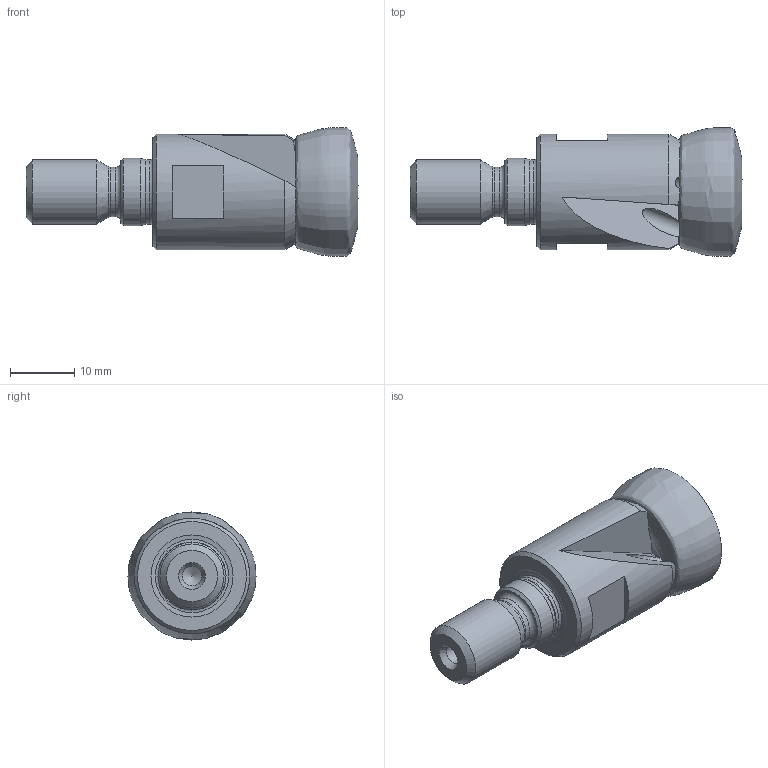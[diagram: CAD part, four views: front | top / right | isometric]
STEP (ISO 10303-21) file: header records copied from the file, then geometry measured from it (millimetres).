
FILE_DESCRIPTION (( 'STEP AP214' ), '1' );
FILE_NAME ('ESF-20-M10-09-2.STEP', '2013-09-30T11:31:16', ( '' ), ( '' ), 'SwSTEP 2.0', 'SolidWorks 2013', '' );
FILE_SCHEMA (( 'AUTOMOTIVE_DESIGN' ));
Length unit declared in the file: millimetre
Products named in the file (1): ESF-20-M10-09-2
Bounding box: 51.78 x 19.98 x 19.99 mm (x, y, z)
Volume: 0.7 mm3; surface area: 3675.9 mm2
Topology: 2 solids, 3 shells, 66 faces, 154 edges, 98 vertices
Faces by surface type: plane 25, cone 17, cylinder 17, torus 5, bspline 2
Full cylindrical faces by diameter (mm): 3 x3, 7.7 x1, 10 x1, 10.093 x1, 10.5 x2, 18 x1
Entity records: 3586 total; most frequent: CARTESIAN_POINT 2267, DIRECTION 242, ORIENTED_EDGE 230, EDGE_CURVE 115, AXIS2_PLACEMENT_3D 110, EDGE_LOOP 94, VERTEX_POINT 85, FACE_OUTER_BOUND 80
